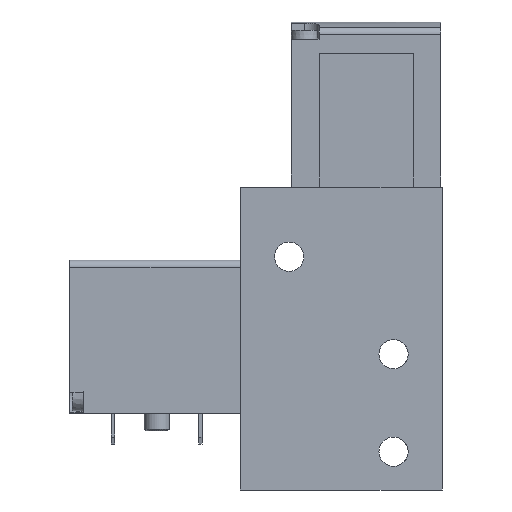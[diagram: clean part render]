
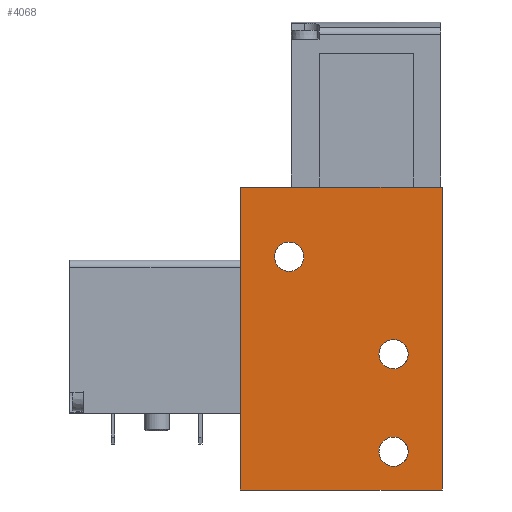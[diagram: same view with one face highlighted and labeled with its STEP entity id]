
A CAD part, left-side view. The second image highlights one B-rep face of the part: STEP entity #4068.
In plain terms, the highlighted planar face has unit normal (-1, 0, 0).
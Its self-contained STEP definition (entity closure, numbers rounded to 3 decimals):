
#48=PLANE('',#4294);
#126=LINE('',#5466,#388);
#190=LINE('',#5728,#452);
#193=LINE('',#5740,#455);
#196=LINE('',#5753,#458);
#388=VECTOR('',#4557,1000.);
#452=VECTOR('',#4733,1000.);
#455=VECTOR('',#4744,1000.);
#458=VECTOR('',#4757,1000.);
#832=ORIENTED_EDGE('',*,*,#1612,.T.);
#833=ORIENTED_EDGE('',*,*,#1505,.T.);
#834=ORIENTED_EDGE('',*,*,#1502,.T.);
#835=ORIENTED_EDGE('',*,*,#1492,.F.);
#836=ORIENTED_EDGE('',*,*,#1614,.F.);
#837=ORIENTED_EDGE('',*,*,#1608,.F.);
#838=ORIENTED_EDGE('',*,*,#1602,.F.);
#1492=EDGE_CURVE('',#1912,#1913,#126,.T.);
#1502=EDGE_CURVE('',#1921,#1921,#2202,.T.);
#1505=EDGE_CURVE('',#1924,#1924,#2204,.T.);
#1602=EDGE_CURVE('',#1913,#2006,#190,.T.);
#1608=EDGE_CURVE('',#2006,#2011,#193,.T.);
#1612=EDGE_CURVE('',#2014,#2014,#2246,.T.);
#1614=EDGE_CURVE('',#2011,#1912,#196,.T.);
#1912=VERTEX_POINT('',#5467);
#1913=VERTEX_POINT('',#5468);
#1921=VERTEX_POINT('',#5487);
#1924=VERTEX_POINT('',#5512);
#2006=VERTEX_POINT('',#5729);
#2011=VERTEX_POINT('',#5741);
#2014=VERTEX_POINT('',#5749);
#2202=CIRCLE('',#4229,2.1);
#2204=CIRCLE('',#4232,2.1);
#2246=CIRCLE('',#4288,2.1);
#2390=EDGE_LOOP('',(#832));
#2391=EDGE_LOOP('',(#833));
#2392=EDGE_LOOP('',(#834));
#2393=EDGE_LOOP('',(#835,#836,#837,#838));
#2610=FACE_BOUND('',#2390,.T.);
#2611=FACE_BOUND('',#2391,.T.);
#2612=FACE_BOUND('',#2392,.T.);
#2613=FACE_BOUND('',#2393,.T.);
#4068=ADVANCED_FACE('',(#2610,#2611,#2612,#2613),#48,.F.);
#4229=AXIS2_PLACEMENT_3D('',#5486,#4571,#4572);
#4232=AXIS2_PLACEMENT_3D('',#5511,#4577,#4578);
#4288=AXIS2_PLACEMENT_3D('',#5748,#4751,#4752);
#4294=AXIS2_PLACEMENT_3D('',#5796,#4783,#4784);
#4557=DIRECTION('',(0.,0.,1.));
#4571=DIRECTION('',(1.,0.,0.));
#4572=DIRECTION('',(0.,0.,-1.));
#4577=DIRECTION('',(1.,0.,0.));
#4578=DIRECTION('',(0.,0.,-1.));
#4733=DIRECTION('',(0.,-1.,0.));
#4744=DIRECTION('',(0.,0.,-1.));
#4751=DIRECTION('',(1.,0.,0.));
#4752=DIRECTION('',(0.,0.,-1.));
#4757=DIRECTION('',(0.,1.,0.));
#4783=DIRECTION('',(1.,0.,0.));
#4784=DIRECTION('',(0.,0.,-1.));
#5466=CARTESIAN_POINT('',(-7.5,29.,0.));
#5467=CARTESIAN_POINT('',(-7.5,29.,0.));
#5468=CARTESIAN_POINT('',(-7.5,29.,43.5));
#5486=CARTESIAN_POINT('',(-7.5,7.,5.5));
#5487=CARTESIAN_POINT('',(-7.5,7.,3.4));
#5511=CARTESIAN_POINT('',(-7.5,7.,19.5));
#5512=CARTESIAN_POINT('',(-7.5,7.,17.4));
#5728=CARTESIAN_POINT('',(-7.5,29.,43.5));
#5729=CARTESIAN_POINT('',(-7.5,0.,43.5));
#5740=CARTESIAN_POINT('',(-7.5,0.,43.5));
#5741=CARTESIAN_POINT('',(-7.5,0.,0.));
#5748=CARTESIAN_POINT('',(-7.5,22.,33.5));
#5749=CARTESIAN_POINT('',(-7.5,22.,31.4));
#5753=CARTESIAN_POINT('',(-7.5,0.,0.));
#5796=CARTESIAN_POINT('',(-7.5,0.,0.));
